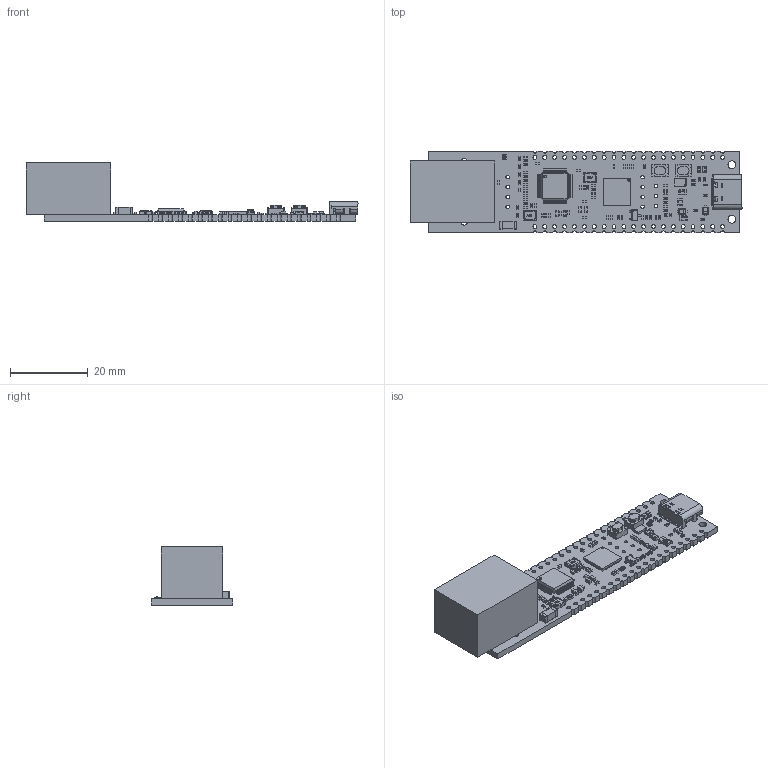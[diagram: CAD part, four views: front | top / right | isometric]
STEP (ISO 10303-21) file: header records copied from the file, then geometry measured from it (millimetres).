
FILE_DESCRIPTION(('Open CASCADE Model'),'2;1');
FILE_NAME('Open CASCADE Shape Model','2025-05-23T11:15:59',('Author'),( 'Open CASCADE'),'Open CASCADE STEP processor 6.8','Open CASCADE 6.8' ,'Unknown');
FILE_SCHEMA(('AUTOMOTIVE_DESIGN { 1 0 10303 214 1 1 1 1 }'));
Length unit declared in the file: millimetre
Products named in the file (162): PCB; Board; Open CASCADE STEP translator 6.8 7.1.1; Open CASCADE STEP translator 6.8 7.1.1.1; U4; User_Library-lqfp48-1; R15; RES_C1005X04N; U3; User_Library-QFN56_0_4; R30; R29; R28; R24; R11; Q2; 6326783840; LD3; LED-0603-GREEN; User_Library-LTST-C190GKT_Pad005; User_Library-LTST-C190GKT_Pad001; User_Library-LTST-C190GKT_Pad004; User_Library-LTST-C190GKT_Pad003; User_Library-LTST-C190GKT_Lens; User_Library-LTST-C190GKT_Pad; C45; CAPC1005X06; R26; R25; R20; L8; User_Library-Chip_InductorINDC1608X95N; L7; L6; L2; C44; C43; C42; C41; C39 ...
Assembly tree (245 placements, depth 8):
  PCB
    Board
      Open CASCADE STEP translator 6.8 7.1.1
        Open CASCADE STEP translator 6.8 7.1.1.1
    U4
      User_Library-lqfp48-1
    R15
      RES_C1005X04N
    U3
      User_Library-QFN56_0_4
    R30
      RES_C1005X04N
    R29
      RES_C1005X04N
    R28
      RES_C1005X04N
    R24
      RES_C1005X04N
    R11
      RES_C1005X04N
    Q2
      6326783840
    LD3
      LED-0603-GREEN
        User_Library-LTST-C190GKT_Pad005
        User_Library-LTST-C190GKT_Pad001
        User_Library-LTST-C190GKT_Pad004
        User_Library-LTST-C190GKT_Pad003
        User_Library-LTST-C190GKT_Lens
        User_Library-LTST-C190GKT_Pad
    C45
      CAPC1005X06
    R26
      RES_C1005X04N
    R25
      RES_C1005X04N
    R20
      RES_C1005X04N
    L8
      User_Library-Chip_InductorINDC1608X95N
    L7
      User_Library-Chip_InductorINDC1608X95N
    L6
      User_Library-Chip_InductorINDC1608X95N
    L2
      User_Library-Chip_InductorINDC1608X95N
    C44
      CAPC1005X06
    C43
      CAPC1005X06
    C42
      CAPC1005X06
    C41
      CAPC1005X06
    C39
      CAPC1005X06
    C38
      CAPC1005X06
    C36
      CAPC1005X06
Bounding box: 85.35 x 21 x 14.97 mm (x, y, z)
Volume: 7546.3 mm3; surface area: 7087.5 mm2
Topology: 203 solids, 203 shells, 8270 faces, 23489 edges, 15360 vertices
Faces by surface type: plane 4515, cylinder 2729, bspline 940, sphere 64, cone 22
Full cylindrical faces by diameter (mm): 0.25 x1, 0.6 x2, 0.914 x11, 1 x54, 1.6 x2, 2 x2, 3.3 x2
Entity records: 106835 total; most frequent: CARTESIAN_POINT 20283, ORIENTED_EDGE 15530, DIRECTION 15084, EDGE_CURVE 7765, LINE 5904, VECTOR 5904, VERTEX_POINT 5093, AXIS2_PLACEMENT_3D 4590
